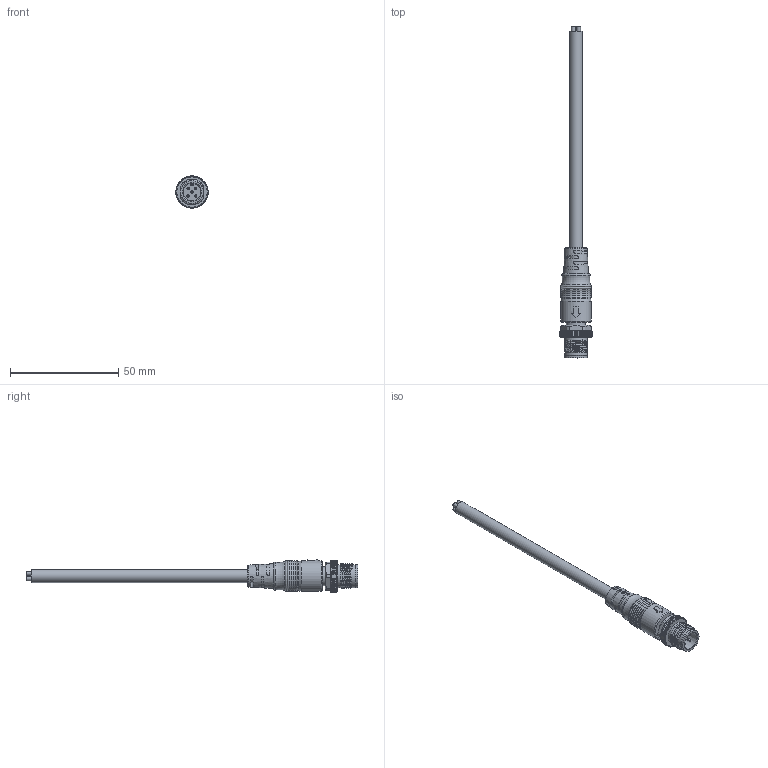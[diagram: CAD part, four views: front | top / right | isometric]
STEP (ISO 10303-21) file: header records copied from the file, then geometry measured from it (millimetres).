
FILE_DESCRIPTION(/* description */ ('Unknown'),/* implementation_level */ '2;1');
FILE_NAME(/* name */ '643612120305',/* time_stamp */ '2022-09-15T14:40:23+02:00',/* author */ ('Unknown'),/* organization */ ('Unknown'),/* preprocessor_version */ 'ST-DEVELOPER v16.7',/* originating_system */ 'Solid Edge',/* authorisation */ 'Unknown');
FILE_SCHEMA (('AUTOMOTIVE_DESIGN {1 0 10303 214 3 1 1}'));
Length unit declared in the file: millimetre
Products named in the file (7): 6436121203xx; 6436121203xx _Body; 6436121203xx _Seal; 6436121203xx _Screw Nut; 6436121203xx _Pin; 643612120305 _Housing; 643612120305 _Cable
Assembly tree (10 placements, depth 2):
  6436121203xx
    6436121203xx _Body
    6436121203xx _Seal
    6436121203xx _Screw Nut
    6436121203xx _Pin  x5
    643612120305 _Housing
    643612120305 _Cable
Bounding box: 14.87 x 153.58 x 14.92 mm (x, y, z)
Volume: 8279.3 mm3; surface area: 10205.9 mm2
Topology: 10 solids, 10 shells, 727 faces, 1920 edges, 1261 vertices
Faces by surface type: plane 314, cylinder 260, cone 59, bspline 49, torus 40, sphere 5
Full cylindrical faces by diameter (mm): 0.94 x5, 1 x5, 1.1 x10, 1.2 x5, 1.4 x5, 1.6 x30, 1.66 x5, 1.73 x20, 1.74 x10, 5.5 x2, 6 x1, 8.05 x6, 8.5 x2, 8.8 x8, 8.9 x1, 9.5 x1, 9.6 x1, 10.6 x6, 10.8 x2, 13.5 x7, 14.2 x1
Entity records: 21855 total; most frequent: CARTESIAN_POINT 9087, ORIENTED_EDGE 2798, DIRECTION 1977, EDGE_CURVE 1399, VERTEX_POINT 991, AXIS2_PLACEMENT_3D 787, B_SPLINE_CURVE_WITH_KNOTS 734, FACE_BOUND 730
